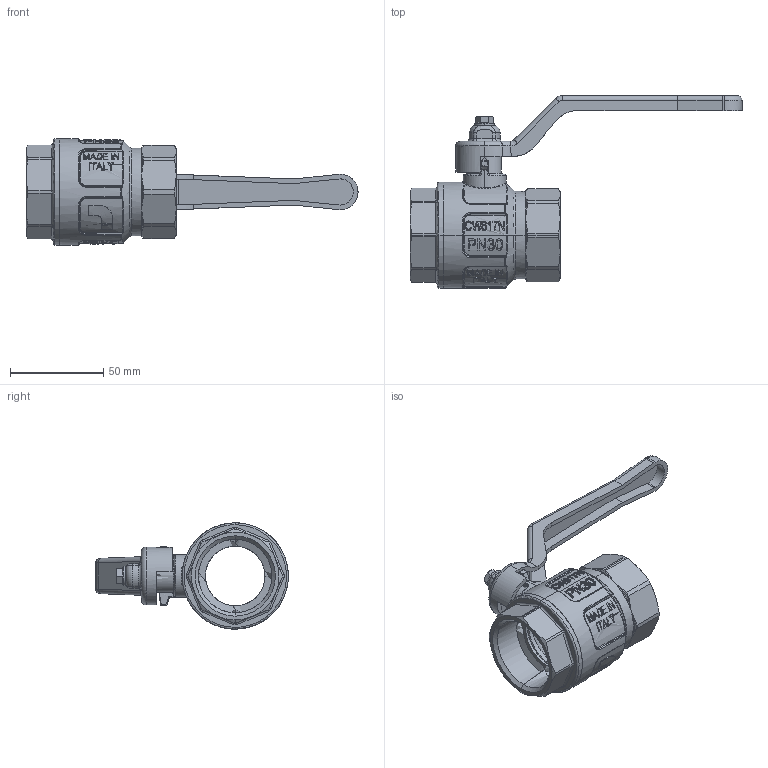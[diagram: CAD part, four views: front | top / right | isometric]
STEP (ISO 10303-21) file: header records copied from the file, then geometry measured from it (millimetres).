
FILE_DESCRIPTION (( 'STEP AP214' ), '1' );
FILE_NAME ('IT-IDEAL09007_R.STEP', '2018-09-21T10:00:33', ( '' ), ( '' ), 'SwSTEP 2.0', 'SolidWorks 2018', '' );
FILE_SCHEMA (( 'AUTOMOTIVE_DESIGN' ));
Length unit declared in the file: millimetre
Products named in the file (1): IT-IDEAL09007_R
Bounding box: 178 x 103.3 x 57 mm (x, y, z)
Surface area: 38960 mm2 (no closed solid volume)
Topology: 0 solids, 5 shells, 1010 faces, 2550 edges, 1557 vertices
Faces by surface type: plane 342, bspline 296, cylinder 221, torus 84, cone 54, sphere 13
Entity records: 50613 total; most frequent: CARTESIAN_POINT 33049, ORIENTED_EDGE 4894, EDGE_CURVE 2496, B_SPLINE_CURVE_WITH_KNOTS 2389, VERTEX_POINT 1557, DIRECTION 1436, EDGE_LOOP 1082, FACE_OUTER_BOUND 1009
